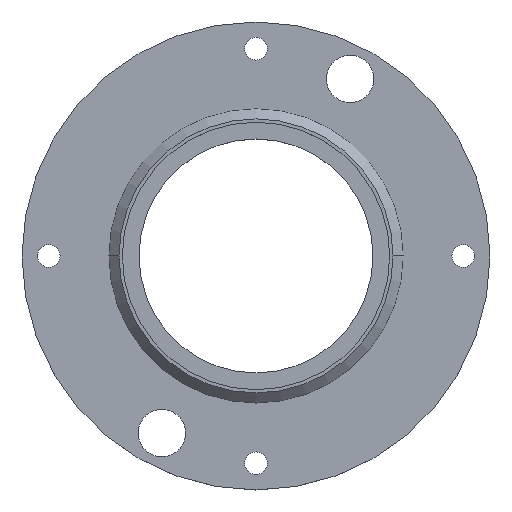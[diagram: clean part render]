
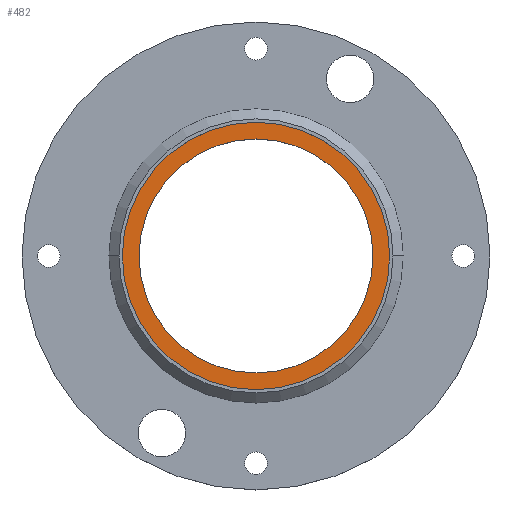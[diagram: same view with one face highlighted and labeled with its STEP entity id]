
A CAD part, top view. The second image highlights one B-rep face of the part: STEP entity #482.
In plain terms, the highlighted planar face has unit normal (0, 0, 1).
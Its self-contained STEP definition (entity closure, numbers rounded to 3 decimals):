
#8 = EDGE_LOOP ( 'NONE', ( #103, #440 ) ) ;
#22 = VERTEX_POINT ( 'NONE', #614 ) ;
#77 = DIRECTION ( 'NONE',  ( 0., 0., -1. ) ) ;
#99 = EDGE_LOOP ( 'NONE', ( #652, #667 ) ) ;
#103 = ORIENTED_EDGE ( 'NONE', *, *, #739, .F. ) ;
#109 = EDGE_CURVE ( 'NONE', #201, #418, #721, .T. ) ;
#134 = EDGE_CURVE ( 'NONE', #22, #734, #417, .T. ) ;
#154 = DIRECTION ( 'NONE',  ( 1., 0., 0. ) ) ;
#188 = CIRCLE ( 'NONE', #463, 17.5 ) ;
#189 = DIRECTION ( 'NONE',  ( 1., 0., 0. ) ) ;
#194 = CARTESIAN_POINT ( 'NONE',  ( 0., 0., 3. ) ) ;
#201 = VERTEX_POINT ( 'NONE', #307 ) ;
#211 = DIRECTION ( 'NONE',  ( 0., 0., -1. ) ) ;
#307 = CARTESIAN_POINT ( 'NONE',  ( 17.5, 0., 3. ) ) ;
#353 = DIRECTION ( 'NONE',  ( 1., 0., 0. ) ) ;
#398 = DIRECTION ( 'NONE',  ( 1., 0., 0. ) ) ;
#407 = CARTESIAN_POINT ( 'NONE',  ( 0., 0., 3. ) ) ;
#410 = AXIS2_PLACEMENT_3D ( 'NONE', #407, #77, #468 ) ;
#412 = EDGE_CURVE ( 'NONE', #734, #22, #626, .T. ) ;
#417 = CIRCLE ( 'NONE', #480, 20. ) ;
#418 = VERTEX_POINT ( 'NONE', #471 ) ;
#434 = DIRECTION ( 'NONE',  ( 0., 0., 1. ) ) ;
#440 = ORIENTED_EDGE ( 'NONE', *, *, #109, .F. ) ;
#463 = AXIS2_PLACEMENT_3D ( 'NONE', #525, #846, #189 ) ;
#468 = DIRECTION ( 'NONE',  ( 1., 0., 0. ) ) ;
#471 = CARTESIAN_POINT ( 'NONE',  ( -17.5, 0., 3. ) ) ;
#480 = AXIS2_PLACEMENT_3D ( 'NONE', #621, #211, #353 ) ;
#482 = ADVANCED_FACE ( 'NONE', ( #794, #624 ), #545, .T. ) ;
#525 = CARTESIAN_POINT ( 'NONE',  ( 0., 0., 3. ) ) ;
#545 = PLANE ( 'NONE',  #790 ) ;
#614 = CARTESIAN_POINT ( 'NONE',  ( 20., 0., 3. ) ) ;
#621 = CARTESIAN_POINT ( 'NONE',  ( 0., 0., 3. ) ) ;
#624 = FACE_BOUND ( 'NONE', #8, .T. ) ;
#626 = CIRCLE ( 'NONE', #410, 20. ) ;
#635 = CARTESIAN_POINT ( 'NONE',  ( 0., 0., 3. ) ) ;
#648 = CARTESIAN_POINT ( 'NONE',  ( -20., 0., 3. ) ) ;
#652 = ORIENTED_EDGE ( 'NONE', *, *, #412, .F. ) ;
#667 = ORIENTED_EDGE ( 'NONE', *, *, #134, .F. ) ;
#670 = DIRECTION ( 'NONE',  ( 0., 0., 1. ) ) ;
#721 = CIRCLE ( 'NONE', #733, 17.5 ) ;
#733 = AXIS2_PLACEMENT_3D ( 'NONE', #635, #434, #154 ) ;
#734 = VERTEX_POINT ( 'NONE', #648 ) ;
#739 = EDGE_CURVE ( 'NONE', #418, #201, #188, .T. ) ;
#790 = AXIS2_PLACEMENT_3D ( 'NONE', #194, #670, #398 ) ;
#794 = FACE_OUTER_BOUND ( 'NONE', #99, .T. ) ;
#846 = DIRECTION ( 'NONE',  ( 0., 0., 1. ) ) ;
